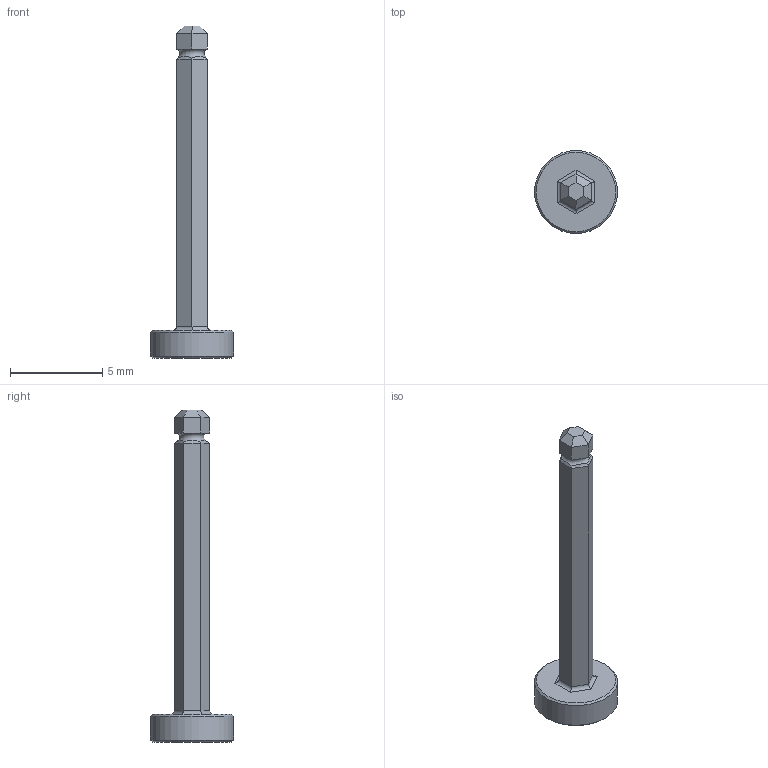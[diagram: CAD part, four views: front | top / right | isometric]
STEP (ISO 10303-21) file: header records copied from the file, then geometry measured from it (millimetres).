
FILE_DESCRIPTION(/* description */ (''),/* implementation_level */ '2;1');
FILE_NAME(/* name */ 'wheel_shaft.stp',/* time_stamp */ '2024-10-05T20:28:10-07:00',/* author */ (''),/* organization */ (''),/* preprocessor_version */ 'ST-DEVELOPER v18.1',/* originating_system */ 'SIEMENS PLM Software NX 1996',/* authorisation */ '');
FILE_SCHEMA (('AUTOMOTIVE_DESIGN { 1 0 10303 214 3 1 1 1 }'));
Length unit declared in the file: millimetre
Products named in the file (1): freg63601562sir4
Bounding box: 4.5 x 4.5 x 18 mm (x, y, z)
Volume: 61.8 mm3; surface area: 144 mm2
Topology: 1 solids, 1 shells, 43 faces, 99 edges, 59 vertices
Faces by surface type: plane 27, cylinder 7, bspline 6, cone 2, torus 1
Full cylindrical faces by diameter (mm): 4.5 x1
Entity records: 1338 total; most frequent: CARTESIAN_POINT 416, ORIENTED_EDGE 188, DIRECTION 162, EDGE_CURVE 94, VERTEX_POINT 58, LINE 54, VECTOR 54, AXIS2_PLACEMENT_3D 54
